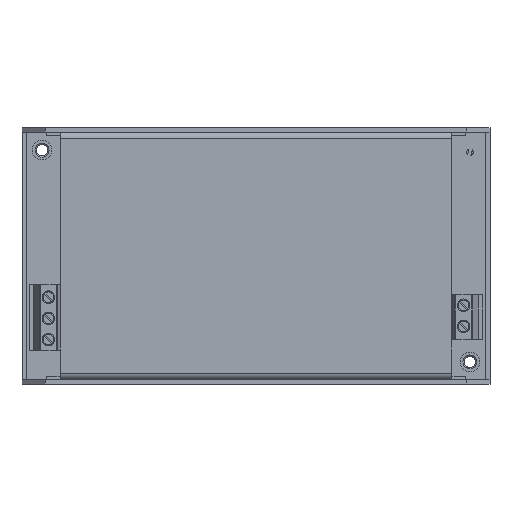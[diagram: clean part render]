
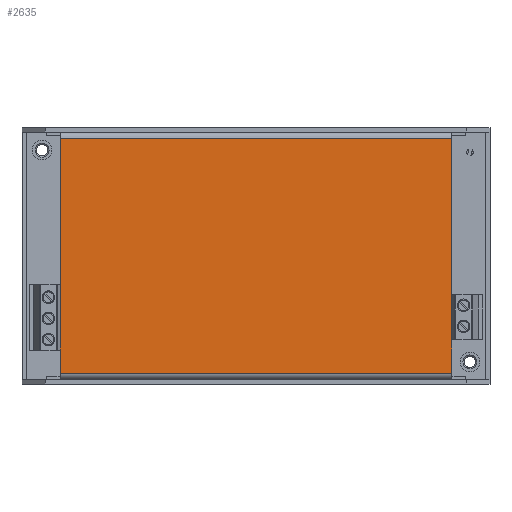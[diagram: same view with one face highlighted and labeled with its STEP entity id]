
A CAD part, top view. The second image highlights one B-rep face of the part: STEP entity #2635.
In plain terms, the highlighted planar face has unit normal (0, 0, 1).
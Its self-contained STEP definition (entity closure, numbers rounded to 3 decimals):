
#2635=ADVANCED_FACE('',(#5529),#5531,.F.);
#5529=FACE_BOUND('',#5530,.T.);
#5530=EDGE_LOOP('',(#7370,#7371,#7372,#7373));
#5531=PLANE('',#5532);
#5532=AXIS2_PLACEMENT_3D('',#5533,#5534,#5535);
#5533=CARTESIAN_POINT('',(5.45,57.4,24.5));
#5534=DIRECTION('',(0.,0.,-1.));
#5535=DIRECTION('',(1.,0.,0.));
#7370=ORIENTED_EDGE('',*,*,#8294,.F.);
#7371=ORIENTED_EDGE('',*,*,#8296,.T.);
#7372=ORIENTED_EDGE('',*,*,#8289,.F.);
#7373=ORIENTED_EDGE('',*,*,#8288,.T.);
#8288=EDGE_CURVE('',#9478,#9486,#9490,.T.);
#8289=EDGE_CURVE('',#9478,#9491,#9492,.T.);
#8294=EDGE_CURVE('',#9499,#9486,#9500,.T.);
#8296=EDGE_CURVE('',#9499,#9491,#9502,.T.);
#9478=VERTEX_POINT('',#12204);
#9486=VERTEX_POINT('',#12223);
#9490=LINE('',#12234,#12235);
#9491=VERTEX_POINT('',#12237);
#9492=LINE('',#12238,#12239);
#9499=VERTEX_POINT('',#12257);
#9500=LINE('',#12258,#12259);
#9502=LINE('',#12264,#12265);
#12204=CARTESIAN_POINT('',(7.2,1.55,24.5));
#12223=CARTESIAN_POINT('',(99.7,1.55,24.5));
#12234=CARTESIAN_POINT('',(7.2,1.55,24.5));
#12235=VECTOR('',#12236,1.);
#12236=DIRECTION('',(1.,0.,0.));
#12237=CARTESIAN_POINT('',(7.2,56.85,24.5));
#12238=CARTESIAN_POINT('',(7.2,1.55,24.5));
#12239=VECTOR('',#12240,1.);
#12240=DIRECTION('',(0.,1.,0.));
#12257=CARTESIAN_POINT('',(99.7,56.85,24.5));
#12258=CARTESIAN_POINT('',(99.7,56.85,24.5));
#12259=VECTOR('',#12260,1.);
#12260=DIRECTION('',(0.,-1.,0.));
#12264=CARTESIAN_POINT('',(99.7,56.85,24.5));
#12265=VECTOR('',#12266,1.);
#12266=DIRECTION('',(-1.,0.,0.));
